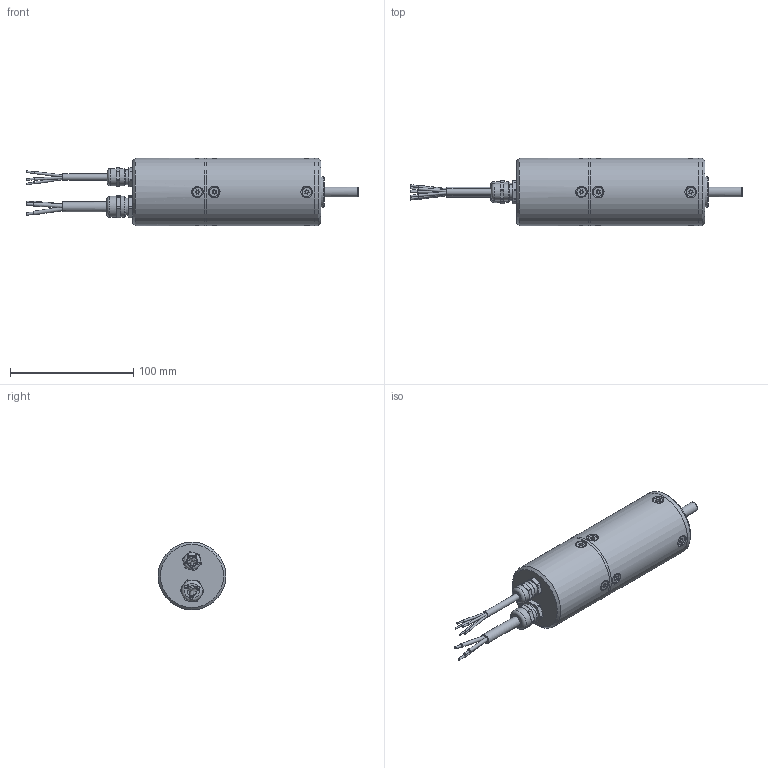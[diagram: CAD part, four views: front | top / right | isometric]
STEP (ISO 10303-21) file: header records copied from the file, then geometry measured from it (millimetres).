
FILE_DESCRIPTION (( 'STEP AP203' ), '1' );
FILE_NAME ('HSM4630.STEP', '2019-11-19T06:10:49', ( '' ), ( '' ), 'SwSTEP 2.0', 'SolidWorks 2019', '' );
FILE_SCHEMA (( 'CONFIG_CONTROL_DESIGN' ));
Length unit declared in the file: millimetre
Products named in the file (1): HSM4630
Bounding box: 268.93 x 55 x 55 mm (x, y, z)
Volume: 374085.7 mm3; surface area: 38041.3 mm2
Topology: 1 solids, 1 shells, 647 faces, 1460 edges, 865 vertices
Faces by surface type: plane 403, cylinder 152, cone 90, torus 2
Full cylindrical faces by diameter (mm): 1.3 x5, 1.8 x5, 2 x3, 3 x3, 3.3 x4, 5.2 x1, 7.4 x12, 8 x2, 8.1 x1, 9.5 x8, 12 x1, 13.6 x1, 14 x3, 17 x2, 25 x1, 54.994 x2, 55 x2
Entity records: 17982 total; most frequent: CARTESIAN_POINT 4355, DIRECTION 2780, ORIENTED_EDGE 2688, EDGE_CURVE 1344, AXIS2_PLACEMENT_3D 1040, VERTEX_POINT 828, EDGE_LOOP 776, FACE_OUTER_BOUND 705
